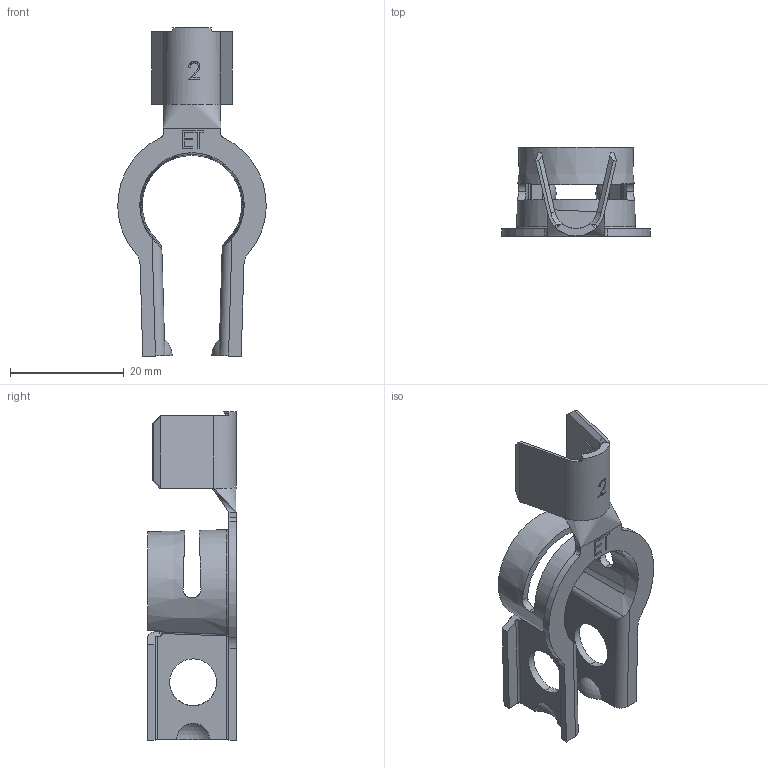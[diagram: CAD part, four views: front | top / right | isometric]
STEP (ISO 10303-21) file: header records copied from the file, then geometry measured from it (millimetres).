
FILE_DESCRIPTION (( 'STEP AP203' ), '1' );
FILE_NAME ('15404.STEP', '2015-01-20T13:56:04', ( '' ), ( '' ), 'SwSTEP 2.0', 'SolidWorks 2014', '' );
FILE_SCHEMA (( 'CONFIG_CONTROL_DESIGN' ));
Length unit declared in the file: inch
Products named in the file (1): 15404
Bounding box: 26.14 x 15.62 x 57.91 mm (x, y, z)
Volume: 2441.2 mm3; surface area: 4392.4 mm2
Topology: 1 solids, 1 shells, 236 faces, 634 edges, 402 vertices
Faces by surface type: plane 136, cylinder 40, cone 37, bspline 16, sphere 6, torus 1
Entity records: 7960 total; most frequent: CARTESIAN_POINT 2200, ORIENTED_EDGE 1264, DIRECTION 1072, EDGE_CURVE 632, VECTOR 426, LINE 426, VERTEX_POINT 402, AXIS2_PLACEMENT_3D 323
